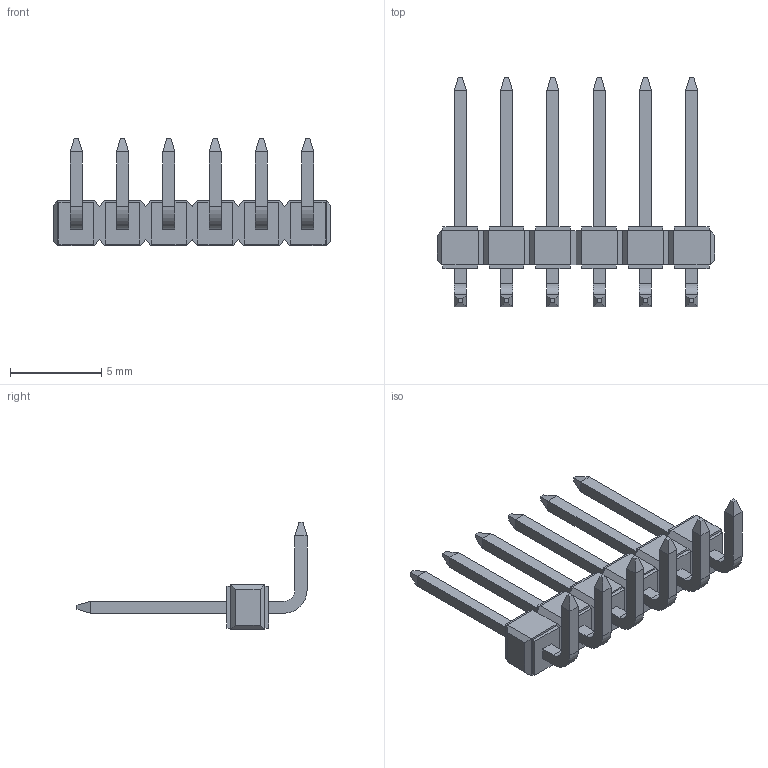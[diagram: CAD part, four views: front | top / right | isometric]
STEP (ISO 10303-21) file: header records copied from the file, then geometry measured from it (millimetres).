
FILE_DESCRIPTION(('FreeCAD Model'),'2;1');
FILE_NAME('022288061.step','2018-02-23T22:53:34',( 'kicad StepUp'),('ksu MCAD'),'Open CASCADE STEP processor 6.7', 'FreeCAD','Unknown');
FILE_SCHEMA(('AUTOMOTIVE_DESIGN_CC2 { 1 2 10303 214 -1 1 5 4 }'));
Length unit declared in the file: millimetre
Products named in the file (2): ASSEMBLY; 022288061
Assembly tree (1 placements, depth 2):
  ASSEMBLY
    022288061
Bounding box: 15.24 x 12.62 x 5.92 mm (x, y, z)
Volume: 115 mm3; surface area: 378.5 mm2
Topology: 1 solids, 1 shells, 236 faces, 574 edges, 364 vertices
Faces by surface type: plane 224, cylinder 12
Entity records: 6753 total; most frequent: CARTESIAN_POINT 1176, ORIENTED_EDGE 1148, DIRECTION 1074, EDGE_CURVE 574, LINE 550, VECTOR 550, VERTEX_POINT 364, AXIS2_PLACEMENT_3D 262
